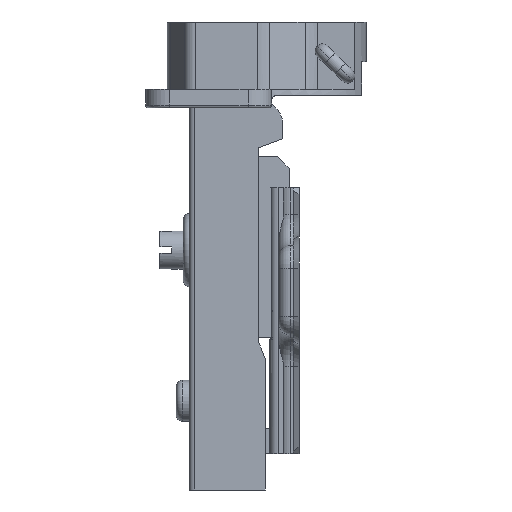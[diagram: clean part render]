
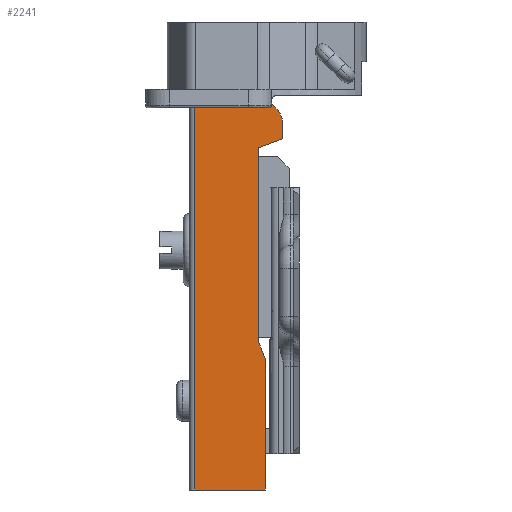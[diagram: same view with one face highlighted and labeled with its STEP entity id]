
A CAD part, left-side view. The second image highlights one B-rep face of the part: STEP entity #2241.
In plain terms, the highlighted planar face has unit normal (-1, 0, 0).
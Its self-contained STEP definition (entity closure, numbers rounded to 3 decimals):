
#211 = CARTESIAN_POINT ( 'NONE',  ( -8.5, -9.5, 73. ) ) ;
#279 = CARTESIAN_POINT ( 'NONE',  ( -8.5, -3.9, 70.65 ) ) ;
#295 = CARTESIAN_POINT ( 'NONE',  ( -8.5, -3.5, 73. ) ) ;
#308 = CARTESIAN_POINT ( 'NONE',  ( -8.5, -13., 0. ) ) ;
#384 = VECTOR ( 'NONE', #13870, 1000. ) ;
#433 = CARTESIAN_POINT ( 'NONE',  ( -8.5, -9.5, 73. ) ) ;
#630 = LINE ( 'NONE', #8793, #384 ) ;
#679 = CARTESIAN_POINT ( 'NONE',  ( -8.5, -9.5, 66.5 ) ) ;
#806 = EDGE_CURVE ( 'NONE', #8803, #3851, #15950, .T. ) ;
#865 = ORIENTED_EDGE ( 'NONE', *, *, #17256, .F. ) ;
#891 = AXIS2_PLACEMENT_3D ( 'NONE', #16175, #7844, #17510 ) ;
#1057 = DIRECTION ( 'NONE',  ( 0., 0., -1. ) ) ;
#1324 = LINE ( 'NONE', #9500, #9149 ) ;
#1348 = ORIENTED_EDGE ( 'NONE', *, *, #14065, .F. ) ;
#1513 = DIRECTION ( 'NONE',  ( 0., 0.94, -0.342 ) ) ;
#1603 = LINE ( 'NONE', #3911, #7838 ) ;
#1658 = EDGE_CURVE ( 'NONE', #11707, #9674, #1603, .T. ) ;
#1836 = EDGE_CURVE ( 'NONE', #9674, #8803, #630, .T. ) ;
#1899 = VERTEX_POINT ( 'NONE', #8039 ) ;
#1973 = ORIENTED_EDGE ( 'NONE', *, *, #11334, .F. ) ;
#2135 = CARTESIAN_POINT ( 'NONE',  ( -8.5, -1., 73. ) ) ;
#2151 = EDGE_CURVE ( 'NONE', #8303, #2886, #9460, .T. ) ;
#2241 = ADVANCED_FACE ( 'NONE', ( #7590, #8666 ), #13026, .F. ) ;
#2463 = CARTESIAN_POINT ( 'NONE',  ( -8.5, -11.8, 25.5 ) ) ;
#2572 = DIRECTION ( 'NONE',  ( 0., 0., 1. ) ) ;
#2665 = LINE ( 'NONE', #3653, #5378 ) ;
#2787 = ORIENTED_EDGE ( 'NONE', *, *, #7090, .F. ) ;
#2886 = VERTEX_POINT ( 'NONE', #279 ) ;
#2913 = VECTOR ( 'NONE', #3066, 1000. ) ;
#3043 = CARTESIAN_POINT ( 'NONE',  ( -8.5, -9.5, 66.5 ) ) ;
#3066 = DIRECTION ( 'NONE',  ( 0., 1., 0. ) ) ;
#3076 = EDGE_CURVE ( 'NONE', #2886, #8303, #14234, .T. ) ;
#3206 = CARTESIAN_POINT ( 'NONE',  ( -8.5, -13., 22.5 ) ) ;
#3265 = DIRECTION ( 'NONE',  ( 0., 0., -1. ) ) ;
#3602 = DIRECTION ( 'NONE',  ( 1., 0., 0. ) ) ;
#3642 = CARTESIAN_POINT ( 'NONE',  ( -8.5, -1., 69.5 ) ) ;
#3653 = CARTESIAN_POINT ( 'NONE',  ( -8.5, -1.5, 69.5 ) ) ;
#3782 = VECTOR ( 'NONE', #1057, 1000. ) ;
#3798 = LINE ( 'NONE', #211, #12429 ) ;
#3834 = VERTEX_POINT ( 'NONE', #7278 ) ;
#3851 = VERTEX_POINT ( 'NONE', #3206 ) ;
#3911 = CARTESIAN_POINT ( 'NONE',  ( -8.5, -16., 60.029 ) ) ;
#4322 = EDGE_LOOP ( 'NONE', ( #7238, #12696, #7025, #865, #7162, #13165, #11680, #2787, #15756, #16713, #6430, #6267, #1973, #15614, #1348 ) ) ;
#4415 = DIRECTION ( 'NONE',  ( 0., 0., -1. ) ) ;
#4752 = CARTESIAN_POINT ( 'NONE',  ( -8.5, -3.9, 71.9 ) ) ;
#4787 = DIRECTION ( 'NONE',  ( 0., 0., -1. ) ) ;
#4863 = ORIENTED_EDGE ( 'NONE', *, *, #3076, .T. ) ;
#4873 = LINE ( 'NONE', #2135, #8611 ) ;
#5071 = VERTEX_POINT ( 'NONE', #3642 ) ;
#5073 = CARTESIAN_POINT ( 'NONE',  ( -8.5, -11.8, 25.5 ) ) ;
#5340 = VERTEX_POINT ( 'NONE', #433 ) ;
#5378 = VECTOR ( 'NONE', #2572, 1000. ) ;
#5949 = EDGE_CURVE ( 'NONE', #8545, #7611, #8841, .T. ) ;
#5986 = AXIS2_PLACEMENT_3D ( 'NONE', #6715, #10809, #4415 ) ;
#6129 = CIRCLE ( 'NONE', #13506, 2. ) ;
#6202 = VERTEX_POINT ( 'NONE', #12278 ) ;
#6244 = DIRECTION ( 'NONE',  ( 0., 0., -1. ) ) ;
#6247 = CARTESIAN_POINT ( 'NONE',  ( -8.5, -3.5, 73. ) ) ;
#6267 = ORIENTED_EDGE ( 'NONE', *, *, #10681, .F. ) ;
#6430 = ORIENTED_EDGE ( 'NONE', *, *, #8523, .F. ) ;
#6567 = CARTESIAN_POINT ( 'NONE',  ( -8.5, -16., 62.5 ) ) ;
#6715 = CARTESIAN_POINT ( 'NONE',  ( -8.5, -3.9, 71.9 ) ) ;
#6850 = DIRECTION ( 'NONE',  ( 1., 0., 0. ) ) ;
#6948 = CARTESIAN_POINT ( 'NONE',  ( -8.5, -7.5, 75. ) ) ;
#7025 = ORIENTED_EDGE ( 'NONE', *, *, #16639, .F. ) ;
#7049 = LINE ( 'NONE', #308, #2913 ) ;
#7090 = EDGE_CURVE ( 'NONE', #7611, #11707, #10608, .T. ) ;
#7162 = ORIENTED_EDGE ( 'NONE', *, *, #806, .F. ) ;
#7238 = ORIENTED_EDGE ( 'NONE', *, *, #17053, .F. ) ;
#7278 = CARTESIAN_POINT ( 'NONE',  ( -8.5, -1.5, 69.5 ) ) ;
#7293 = EDGE_CURVE ( 'NONE', #1899, #12932, #6129, .T. ) ;
#7511 = DIRECTION ( 'NONE',  ( 1., 0., 0. ) ) ;
#7590 = FACE_BOUND ( 'NONE', #11875, .T. ) ;
#7611 = VERTEX_POINT ( 'NONE', #6567 ) ;
#7655 = DIRECTION ( 'NONE',  ( 0., -1., 0. ) ) ;
#7838 = VECTOR ( 'NONE', #1513, 1000. ) ;
#7844 = DIRECTION ( 'NONE',  ( 1., 0., 0. ) ) ;
#8039 = CARTESIAN_POINT ( 'NONE',  ( -8.5, -1.5, 73. ) ) ;
#8303 = VERTEX_POINT ( 'NONE', #8424 ) ;
#8424 = CARTESIAN_POINT ( 'NONE',  ( -8.5, -3.9, 73.15 ) ) ;
#8426 = CARTESIAN_POINT ( 'NONE',  ( -8.5, -3.5, 75. ) ) ;
#8523 = EDGE_CURVE ( 'NONE', #5340, #10697, #3798, .T. ) ;
#8545 = VERTEX_POINT ( 'NONE', #16541 ) ;
#8611 = VECTOR ( 'NONE', #4787, 1000. ) ;
#8630 = CIRCLE ( 'NONE', #14854, 2. ) ;
#8666 = FACE_OUTER_BOUND ( 'NONE', #4322, .T. ) ;
#8793 = CARTESIAN_POINT ( 'NONE',  ( -8.5, -11.8, 58.5 ) ) ;
#8803 = VERTEX_POINT ( 'NONE', #5073 ) ;
#8841 = CIRCLE ( 'NONE', #891, 4. ) ;
#8894 = ORIENTED_EDGE ( 'NONE', *, *, #2151, .T. ) ;
#9149 = VECTOR ( 'NONE', #11999, 1000. ) ;
#9460 = CIRCLE ( 'NONE', #12595, 1.25 ) ;
#9500 = CARTESIAN_POINT ( 'NONE',  ( -8.5, 0., 69.5 ) ) ;
#9517 = VECTOR ( 'NONE', #6244, 1000. ) ;
#9674 = VERTEX_POINT ( 'NONE', #11964 ) ;
#9853 = VECTOR ( 'NONE', #14791, 1000. ) ;
#9953 = LINE ( 'NONE', #3043, #15636 ) ;
#10302 = LINE ( 'NONE', #11636, #3782 ) ;
#10608 = LINE ( 'NONE', #10687, #9517 ) ;
#10681 = EDGE_CURVE ( 'NONE', #10988, #5340, #8630, .T. ) ;
#10687 = CARTESIAN_POINT ( 'NONE',  ( -8.5, -16., 62.5 ) ) ;
#10697 = VERTEX_POINT ( 'NONE', #679 ) ;
#10809 = DIRECTION ( 'NONE',  ( 1., 0., 0. ) ) ;
#10988 = VERTEX_POINT ( 'NONE', #6948 ) ;
#11334 = EDGE_CURVE ( 'NONE', #12932, #10988, #11841, .T. ) ;
#11636 = CARTESIAN_POINT ( 'NONE',  ( -8.5, -13., 22.5 ) ) ;
#11680 = ORIENTED_EDGE ( 'NONE', *, *, #1658, .F. ) ;
#11689 = DIRECTION ( 'NONE',  ( 0., 0., -1. ) ) ;
#11707 = VERTEX_POINT ( 'NONE', #16298 ) ;
#11841 = LINE ( 'NONE', #16160, #12616 ) ;
#11875 = EDGE_LOOP ( 'NONE', ( #4863, #8894 ) ) ;
#11964 = CARTESIAN_POINT ( 'NONE',  ( -8.5, -11.8, 58.5 ) ) ;
#11999 = DIRECTION ( 'NONE',  ( 0., -1., 0. ) ) ;
#12278 = CARTESIAN_POINT ( 'NONE',  ( -8.5, -13., 0. ) ) ;
#12429 = VECTOR ( 'NONE', #12562, 1000. ) ;
#12562 = DIRECTION ( 'NONE',  ( 0., 0., -1. ) ) ;
#12595 = AXIS2_PLACEMENT_3D ( 'NONE', #4752, #7511, #16840 ) ;
#12616 = VECTOR ( 'NONE', #7655, 1000. ) ;
#12696 = ORIENTED_EDGE ( 'NONE', *, *, #17290, .T. ) ;
#12932 = VERTEX_POINT ( 'NONE', #8426 ) ;
#13026 = PLANE ( 'NONE',  #16545 ) ;
#13165 = ORIENTED_EDGE ( 'NONE', *, *, #1836, .F. ) ;
#13506 = AXIS2_PLACEMENT_3D ( 'NONE', #295, #6850, #15209 ) ;
#13870 = DIRECTION ( 'NONE',  ( 0., 0., -1. ) ) ;
#14065 = EDGE_CURVE ( 'NONE', #3834, #1899, #2665, .T. ) ;
#14185 = CARTESIAN_POINT ( 'NONE',  ( -8.5, -7.5, 73. ) ) ;
#14234 = CIRCLE ( 'NONE', #5986, 1.25 ) ;
#14236 = VERTEX_POINT ( 'NONE', #16593 ) ;
#14791 = DIRECTION ( 'NONE',  ( 0., -0.371, -0.928 ) ) ;
#14854 = AXIS2_PLACEMENT_3D ( 'NONE', #14185, #3602, #3265 ) ;
#15197 = DIRECTION ( 'NONE',  ( 0., -1., 0. ) ) ;
#15209 = DIRECTION ( 'NONE',  ( 0., 0., -1. ) ) ;
#15337 = EDGE_CURVE ( 'NONE', #10697, #8545, #9953, .T. ) ;
#15614 = ORIENTED_EDGE ( 'NONE', *, *, #7293, .F. ) ;
#15636 = VECTOR ( 'NONE', #15197, 1000. ) ;
#15756 = ORIENTED_EDGE ( 'NONE', *, *, #5949, .F. ) ;
#15950 = LINE ( 'NONE', #2463, #9853 ) ;
#16160 = CARTESIAN_POINT ( 'NONE',  ( -8.5, -3.5, 75. ) ) ;
#16175 = CARTESIAN_POINT ( 'NONE',  ( -8.5, -12., 62.5 ) ) ;
#16298 = CARTESIAN_POINT ( 'NONE',  ( -8.5, -16., 60.029 ) ) ;
#16541 = CARTESIAN_POINT ( 'NONE',  ( -8.5, -12., 66.5 ) ) ;
#16545 = AXIS2_PLACEMENT_3D ( 'NONE', #6247, #17098, #11689 ) ;
#16593 = CARTESIAN_POINT ( 'NONE',  ( -8.5, -1., 0. ) ) ;
#16639 = EDGE_CURVE ( 'NONE', #6202, #14236, #7049, .T. ) ;
#16713 = ORIENTED_EDGE ( 'NONE', *, *, #15337, .F. ) ;
#16840 = DIRECTION ( 'NONE',  ( 0., 0., -1. ) ) ;
#17053 = EDGE_CURVE ( 'NONE', #5071, #3834, #1324, .T. ) ;
#17098 = DIRECTION ( 'NONE',  ( 1., 0., 0. ) ) ;
#17256 = EDGE_CURVE ( 'NONE', #3851, #6202, #10302, .T. ) ;
#17290 = EDGE_CURVE ( 'NONE', #5071, #14236, #4873, .T. ) ;
#17510 = DIRECTION ( 'NONE',  ( 0., 0., -1. ) ) ;
